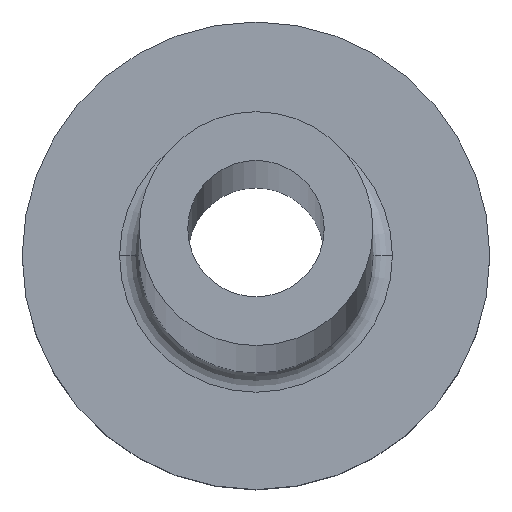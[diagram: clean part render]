
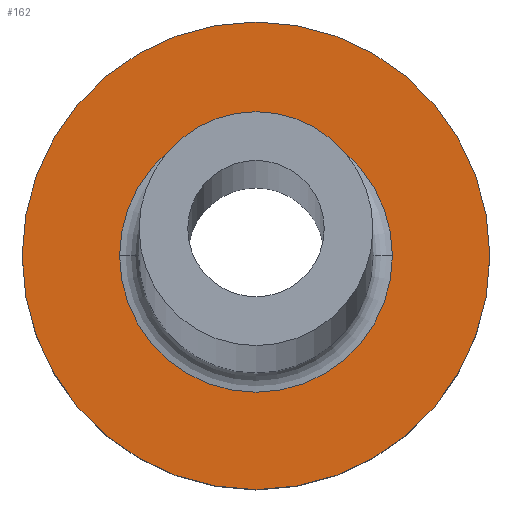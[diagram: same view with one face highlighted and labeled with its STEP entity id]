
A CAD part, top view. The second image highlights one B-rep face of the part: STEP entity #162.
In plain terms, the highlighted planar face has unit normal (0, 0, 1).
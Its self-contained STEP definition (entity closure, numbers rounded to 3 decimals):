
#11 = ORIENTED_EDGE ( 'NONE', *, *, #222, .T. ) ;
#13 = DIRECTION ( 'NONE',  ( 0., 0., 1. ) ) ;
#27 = FACE_BOUND ( 'NONE', #56, .T. ) ;
#32 = CARTESIAN_POINT ( 'NONE',  ( -3.5, 0., 5. ) ) ;
#34 = EDGE_LOOP ( 'NONE', ( #194, #181 ) ) ;
#35 = DIRECTION ( 'NONE',  ( 1., 0., 0. ) ) ;
#38 = AXIS2_PLACEMENT_3D ( 'NONE', #246, #114, #268 ) ;
#41 = CARTESIAN_POINT ( 'NONE',  ( 0., 0., 5. ) ) ;
#56 = EDGE_LOOP ( 'NONE', ( #118, #11 ) ) ;
#60 = CIRCLE ( 'NONE', #117, 3.5 ) ;
#63 = DIRECTION ( 'NONE',  ( 1., 0., 0. ) ) ;
#68 = CARTESIAN_POINT ( 'NONE',  ( 6., 0., 5. ) ) ;
#92 = DIRECTION ( 'NONE',  ( 0., 0., -1. ) ) ;
#107 = EDGE_CURVE ( 'NONE', #255, #159, #111, .T. ) ;
#111 = CIRCLE ( 'NONE', #372, 6. ) ;
#114 = DIRECTION ( 'NONE',  ( 0., 0., 1. ) ) ;
#117 = AXIS2_PLACEMENT_3D ( 'NONE', #41, #92, #63 ) ;
#118 = ORIENTED_EDGE ( 'NONE', *, *, #266, .T. ) ;
#134 = DIRECTION ( 'NONE',  ( 1., 0., 0. ) ) ;
#141 = PLANE ( 'NONE',  #38 ) ;
#142 = CIRCLE ( 'NONE', #364, 3.5 ) ;
#159 = VERTEX_POINT ( 'NONE', #300 ) ;
#162 = ADVANCED_FACE ( 'NONE', ( #27, #209 ), #141, .T. ) ;
#181 = ORIENTED_EDGE ( 'NONE', *, *, #107, .T. ) ;
#184 = VERTEX_POINT ( 'NONE', #303 ) ;
#194 = ORIENTED_EDGE ( 'NONE', *, *, #338, .T. ) ;
#209 = FACE_OUTER_BOUND ( 'NONE', #34, .T. ) ;
#215 = DIRECTION ( 'NONE',  ( 1., 0., 0. ) ) ;
#221 = CARTESIAN_POINT ( 'NONE',  ( 0., 0., 5. ) ) ;
#222 = EDGE_CURVE ( 'NONE', #323, #184, #60, .T. ) ;
#246 = CARTESIAN_POINT ( 'NONE',  ( 0., 0., 5. ) ) ;
#250 = DIRECTION ( 'NONE',  ( 0., 0., -1. ) ) ;
#255 = VERTEX_POINT ( 'NONE', #68 ) ;
#264 = CARTESIAN_POINT ( 'NONE',  ( 0., 0., 5. ) ) ;
#266 = EDGE_CURVE ( 'NONE', #184, #323, #142, .T. ) ;
#268 = DIRECTION ( 'NONE',  ( 1., 0., 0. ) ) ;
#269 = AXIS2_PLACEMENT_3D ( 'NONE', #318, #13, #35 ) ;
#287 = DIRECTION ( 'NONE',  ( 0., 0., 1. ) ) ;
#300 = CARTESIAN_POINT ( 'NONE',  ( -6., 0., 5. ) ) ;
#303 = CARTESIAN_POINT ( 'NONE',  ( 3.5, 0., 5. ) ) ;
#318 = CARTESIAN_POINT ( 'NONE',  ( 0., 0., 5. ) ) ;
#323 = VERTEX_POINT ( 'NONE', #32 ) ;
#335 = CIRCLE ( 'NONE', #269, 6. ) ;
#338 = EDGE_CURVE ( 'NONE', #159, #255, #335, .T. ) ;
#364 = AXIS2_PLACEMENT_3D ( 'NONE', #221, #250, #215 ) ;
#372 = AXIS2_PLACEMENT_3D ( 'NONE', #264, #287, #134 ) ;
